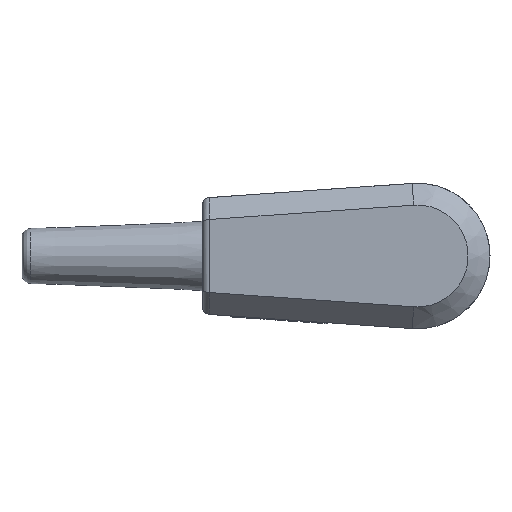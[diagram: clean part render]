
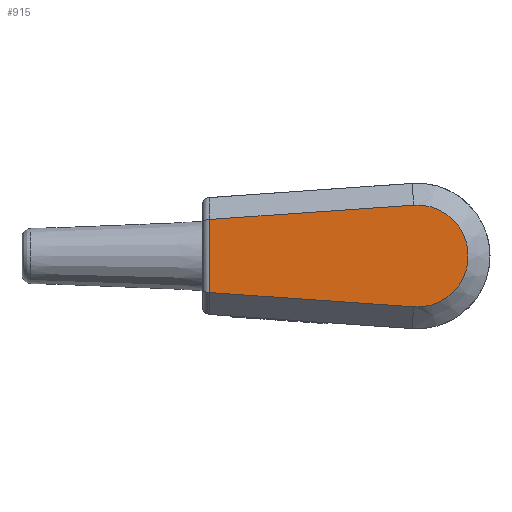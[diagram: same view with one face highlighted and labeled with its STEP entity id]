
A CAD part, left-side view. The second image highlights one B-rep face of the part: STEP entity #915.
In plain terms, the highlighted planar face has unit normal (-1, 0, 0).
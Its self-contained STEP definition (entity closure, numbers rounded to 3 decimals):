
#637=CIRCLE('',#5055,7.);
#915=ADVANCED_FACE('4-0-6',(#1332),#1135,.T.);
#1135=PLANE('',#5056);
#1332=FACE_OUTER_BOUND('',#1569,.T.);
#1569=EDGE_LOOP('',(#2339,#2340,#2341,#2342));
#2339=ORIENTED_EDGE('',*,*,#3758,.T.);
#2340=ORIENTED_EDGE('',*,*,#3759,.T.);
#2341=ORIENTED_EDGE('',*,*,#3760,.T.);
#2342=ORIENTED_EDGE('',*,*,#3761,.T.);
#3230=VERTEX_POINT('',#7347);
#3231=VERTEX_POINT('',#7348);
#3232=VERTEX_POINT('',#7350);
#3233=VERTEX_POINT('',#7352);
#3758=EDGE_CURVE('',#3230,#3231,#4286,.T.);
#3759=EDGE_CURVE('',#3231,#3232,#4287,.T.);
#3760=EDGE_CURVE('',#3232,#3233,#637,.T.);
#3761=EDGE_CURVE('',#3233,#3230,#4288,.T.);
#4286=LINE('',#7346,#4710);
#4287=LINE('',#7349,#4711);
#4288=LINE('',#7353,#4712);
#4710=VECTOR('',#5910,1.);
#4711=VECTOR('',#5911,1.);
#4712=VECTOR('',#5914,1.);
#5055=AXIS2_PLACEMENT_3D('',#7351,#5912,#5913);
#5056=AXIS2_PLACEMENT_3D('',#7354,#5915,#5916);
#5910=DIRECTION('',(0.,0.,-1.));
#5911=DIRECTION('',(0.,-0.998,-0.07));
#5912=DIRECTION('',(-1.,0.,0.));
#5913=DIRECTION('',(0.,0.07,-0.998));
#5914=DIRECTION('',(0.,0.998,-0.07));
#5915=DIRECTION('',(-1.,0.,0.));
#5916=DIRECTION('',(0.,0.,-1.));
#7346=CARTESIAN_POINT('',(-7.6,28.561,4.917));
#7347=CARTESIAN_POINT('',(-7.6,28.561,4.917));
#7348=CARTESIAN_POINT('',(-7.6,28.561,-5.131));
#7349=CARTESIAN_POINT('',(-7.6,28.561,-5.131));
#7350=CARTESIAN_POINT('',(-7.6,0.549,-7.09));
#7351=CARTESIAN_POINT('',(-7.6,0.061,-0.107));
#7352=CARTESIAN_POINT('',(-7.6,0.549,6.876));
#7353=CARTESIAN_POINT('',(-7.6,0.549,6.876));
#7354=CARTESIAN_POINT('',(-7.6,31.536,7.746));
